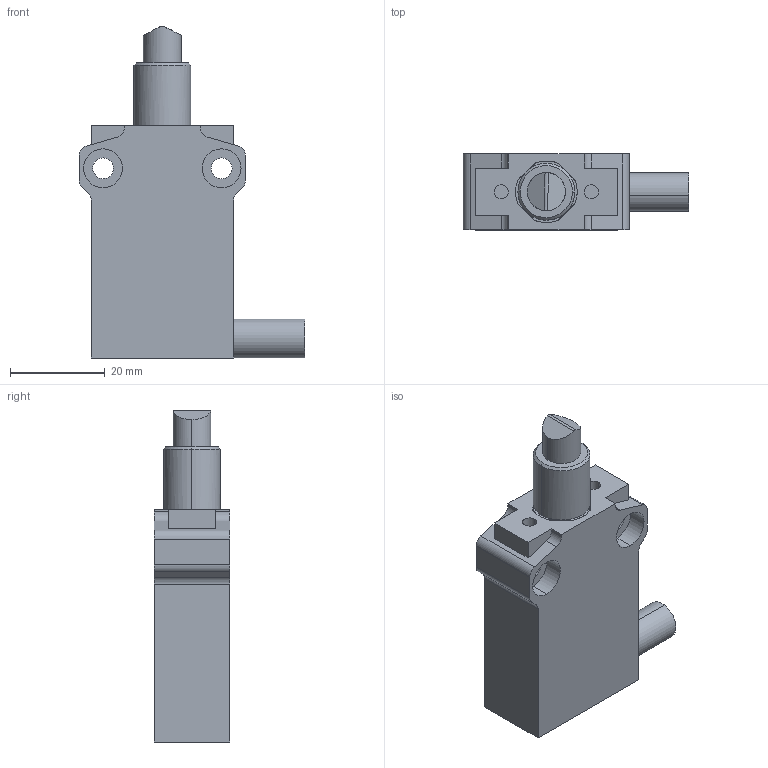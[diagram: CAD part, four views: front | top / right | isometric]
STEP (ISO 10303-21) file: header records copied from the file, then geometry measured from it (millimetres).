
FILE_DESCRIPTION (( 'STEP AP214' ), '1' );
FILE_NAME ('AEM2G1801Z11-3R.step', '2017-12-19T21:24:20', ( '' ), ( '' ), 'SwSTEP 2.0', 'SolidWorks 2017', '' );
FILE_SCHEMA (( 'AUTOMOTIVE_DESIGN' ));
Length unit declared in the file: inch
Products named in the file (1): AEM2G1801Z11-3R
Bounding box: 47.5 x 16 x 70 mm (x, y, z)
Volume: 25227.4 mm3; surface area: 8871.1 mm2
Topology: 4 solids, 4 shells, 101 faces, 249 edges, 164 vertices
Faces by surface type: plane 49, cylinder 45, cone 7
Entity records: 4421 total; most frequent: CARTESIAN_POINT 561, DIRECTION 537, ORIENTED_EDGE 498, EDGE_CURVE 249, AXIS2_PLACEMENT_3D 200, VERTEX_POINT 164, VECTOR 137, LINE 137
